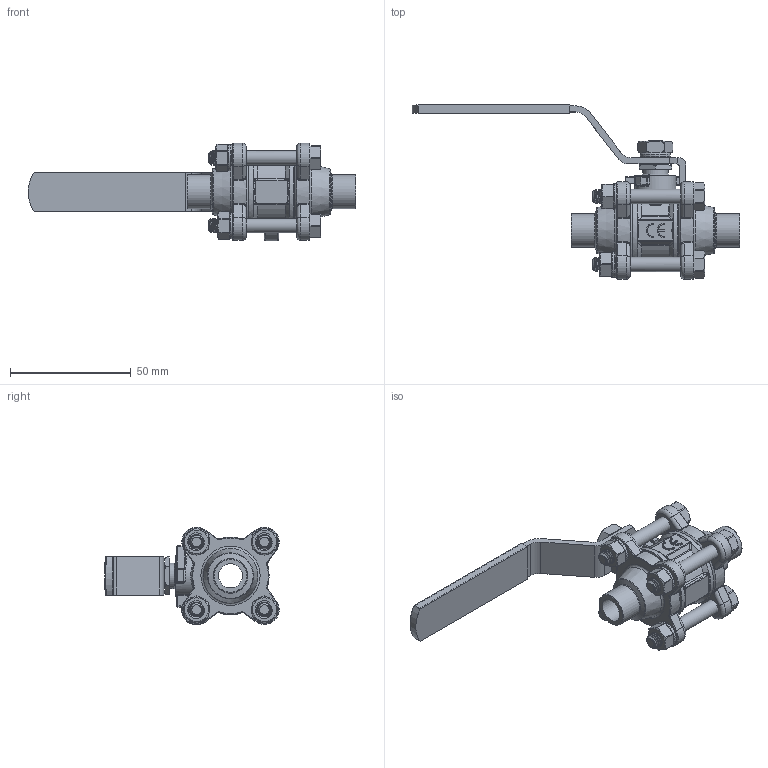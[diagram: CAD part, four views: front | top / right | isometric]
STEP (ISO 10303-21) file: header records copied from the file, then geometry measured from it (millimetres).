
FILE_DESCRIPTION((''),'2;1');
FILE_NAME('913-06.stp','2012-04-05T09:29:21',('gkl'),(''),'Autodesk Inventor 2012','Autodesk Inventor 2012','');
FILE_SCHEMA(('AUTOMOTIVE_DESIGN { 1 0 10303 214 1 1 1 1 }'));
Length unit declared in the file: millimetre
Products named in the file (1): 9008zh-3_asm
Bounding box: 135.87 x 72.26 x 40.47 mm (x, y, z)
Volume: 47300.4 mm3; surface area: 41648.2 mm2
Topology: 28 solids, 28 shells, 1720 faces, 4686 edges, 3065 vertices
Faces by surface type: plane 942, cylinder 338, bspline 229, torus 111, cone 70, sphere 30
Full cylindrical faces by diameter (mm): 6 x44, 6.8 x9, 8 x3, 8.3 x1, 8.5 x1, 10 x6, 10.1 x1, 10.5 x1, 10.6 x1, 11.3 x1, 11.5 x3, 14 x2, 20 x4, 21.5 x2, 23.5 x4, 27.5 x4, 32 x2
Entity records: 83860 total; most frequent: CARTESIAN_POINT 44149, ORIENTED_EDGE 8800, DIRECTION 7145, EDGE_CURVE 4400, VERTEX_POINT 2959, VECTOR 2607, LINE 2607, AXIS2_PLACEMENT_3D 2269
